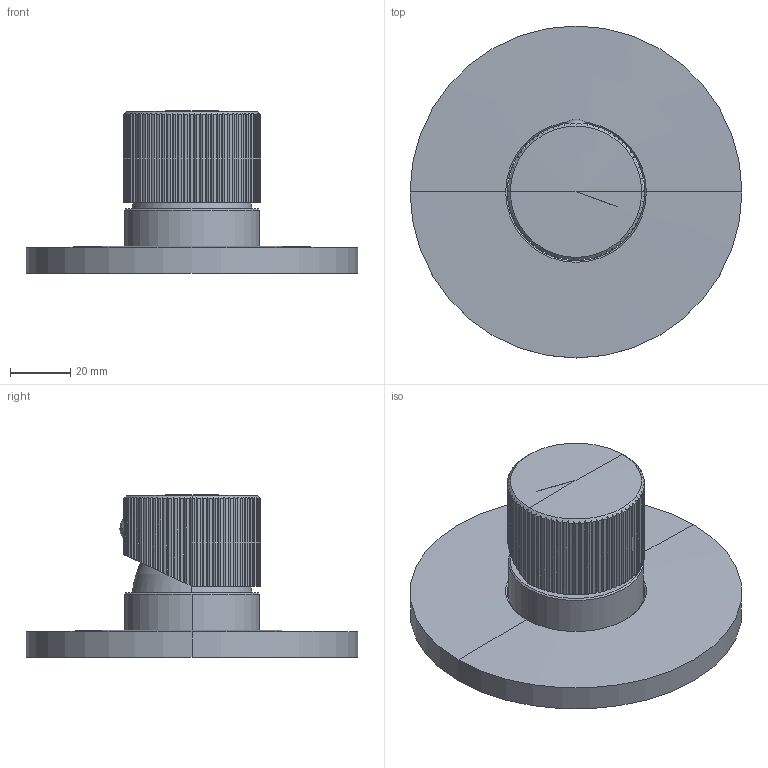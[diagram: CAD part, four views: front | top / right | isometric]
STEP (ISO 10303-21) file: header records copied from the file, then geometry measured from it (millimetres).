
FILE_DESCRIPTION((''),'2;1');
FILE_NAME('JO011CR','2021-11-04T09:02:18',('ut3'),('PAFFONI SpA'),'CREO PARAMETRIC BY PTC INC, 2020044','CREO PARAMETRIC BY PTC INC, 2020044','');
FILE_SCHEMA(('CONFIG_CONTROL_DESIGN','SHAPE_APPEARANCE_LAYERS_GROUPS'));
Length unit declared in the file: millimetre
Products named in the file (1): JO011CR
Bounding box: 110 x 110 x 54 mm (x, y, z)
Volume: 60885.4 mm3; surface area: 56369 mm2
Topology: 2 solids, 2 shells, 1082 faces, 2992 edges, 1924 vertices
Faces by surface type: plane 693, cylinder 262, torus 66, cone 53, bspline 6, sphere 2
Entity records: 44975 total; most frequent: CARTESIAN_POINT 10278, ORIENTED_EDGE 5968, DIRECTION 5276, EDGE_CURVE 2984, VERTEX_POINT 1924, AXIS2_PLACEMENT_3D 1774, VECTOR 1728, LINE 1728
